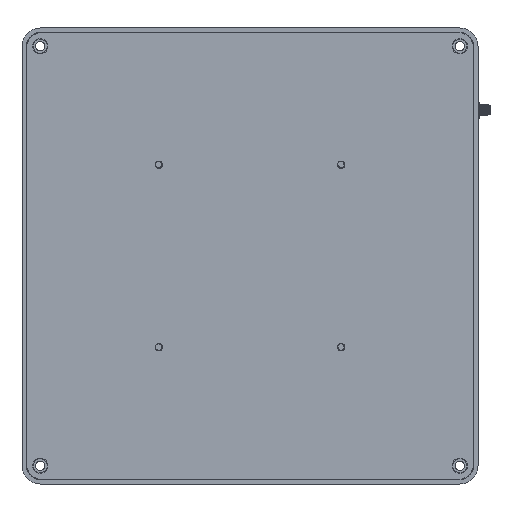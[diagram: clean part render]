
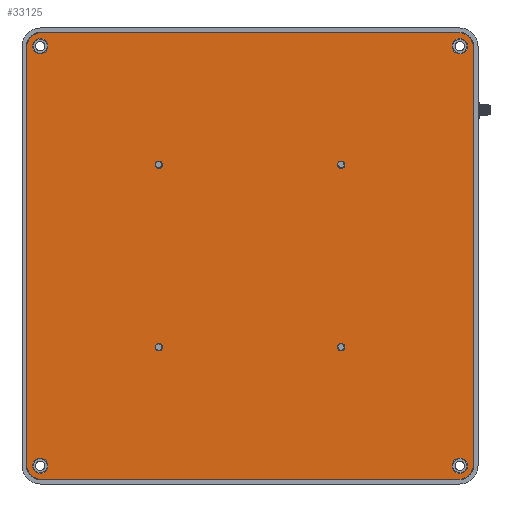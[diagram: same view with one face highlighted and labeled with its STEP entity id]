
A CAD part, front view. The second image highlights one B-rep face of the part: STEP entity #33125.
In plain terms, the highlighted planar face has unit normal (0, -1, 0).
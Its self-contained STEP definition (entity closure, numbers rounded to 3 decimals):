
#173 = CIRCLE ( 'NONE', #22701, 8. ) ;
#284 = CARTESIAN_POINT ( 'NONE',  ( -115., 0., 119.2 ) ) ;
#463 = DIRECTION ( 'NONE',  ( 0., 0., -1. ) ) ;
#735 = EDGE_CURVE ( 'NONE', #26867, #25355, #23069, .T. ) ;
#756 = ORIENTED_EDGE ( 'NONE', *, *, #7914, .T. ) ;
#880 = VERTEX_POINT ( 'NONE', #18815 ) ;
#1143 = DIRECTION ( 'NONE',  ( 0., -1., 0. ) ) ;
#1740 = AXIS2_PLACEMENT_3D ( 'NONE', #23225, #23034, #37681 ) ;
#1917 = DIRECTION ( 'NONE',  ( 0., 0., -1. ) ) ;
#2049 = CIRCLE ( 'NONE', #34892, 4.2 ) ;
#2194 = EDGE_LOOP ( 'NONE', ( #7966, #30837 ) ) ;
#2195 = FACE_BOUND ( 'NONE', #15182, .T. ) ;
#2727 = ORIENTED_EDGE ( 'NONE', *, *, #18625, .F. ) ;
#3058 = CARTESIAN_POINT ( 'NONE',  ( 115., 0., 115. ) ) ;
#3279 = VERTEX_POINT ( 'NONE', #14152 ) ;
#3322 = CARTESIAN_POINT ( 'NONE',  ( -114.4, 0., -114.4 ) ) ;
#3620 = VECTOR ( 'NONE', #36043, 1000. ) ;
#4568 = AXIS2_PLACEMENT_3D ( 'NONE', #7622, #16397, #30820 ) ;
#4665 = CARTESIAN_POINT ( 'NONE',  ( -115., 0., 115. ) ) ;
#4792 = CARTESIAN_POINT ( 'NONE',  ( 122.4, 0., 114.4 ) ) ;
#5306 = VERTEX_POINT ( 'NONE', #10476 ) ;
#5415 = CARTESIAN_POINT ( 'NONE',  ( 114.4, 0., 122.4 ) ) ;
#5786 = DIRECTION ( 'NONE',  ( 0., -1., 0. ) ) ;
#5808 = LINE ( 'NONE', #17419, #21953 ) ;
#5992 = CIRCLE ( 'NONE', #8404, 4.2 ) ;
#6320 = VECTOR ( 'NONE', #25911, 1000. ) ;
#6470 = CARTESIAN_POINT ( 'NONE',  ( 115., 0., -115. ) ) ;
#6641 = ORIENTED_EDGE ( 'NONE', *, *, #37457, .F. ) ;
#7064 = DIRECTION ( 'NONE',  ( 0., 0., -1. ) ) ;
#7622 = CARTESIAN_POINT ( 'NONE',  ( 115., 0., 115. ) ) ;
#7723 = ORIENTED_EDGE ( 'NONE', *, *, #735, .T. ) ;
#7913 = FACE_BOUND ( 'NONE', #12660, .T. ) ;
#7914 = EDGE_CURVE ( 'NONE', #18446, #26867, #5808, .T. ) ;
#7966 = ORIENTED_EDGE ( 'NONE', *, *, #27715, .F. ) ;
#7990 = AXIS2_PLACEMENT_3D ( 'NONE', #3322, #29230, #34554 ) ;
#8027 = LINE ( 'NONE', #19658, #6320 ) ;
#8132 = AXIS2_PLACEMENT_3D ( 'NONE', #30118, #15097, #35625 ) ;
#8285 = FACE_BOUND ( 'NONE', #22696, .T. ) ;
#8404 = AXIS2_PLACEMENT_3D ( 'NONE', #20459, #31475, #25969 ) ;
#9028 = VERTEX_POINT ( 'NONE', #36414 ) ;
#9702 = ORIENTED_EDGE ( 'NONE', *, *, #28942, .T. ) ;
#10476 = CARTESIAN_POINT ( 'NONE',  ( -115., 0., -119.2 ) ) ;
#10981 = FACE_OUTER_BOUND ( 'NONE', #23760, .T. ) ;
#11082 = AXIS2_PLACEMENT_3D ( 'NONE', #26742, #14762, #463 ) ;
#11476 = CARTESIAN_POINT ( 'NONE',  ( -122.4, 0., -114.4 ) ) ;
#11628 = CARTESIAN_POINT ( 'NONE',  ( 115., 0., 119.2 ) ) ;
#12208 = DIRECTION ( 'NONE',  ( 0., -1., 0. ) ) ;
#12660 = EDGE_LOOP ( 'NONE', ( #27733, #2727 ) ) ;
#13588 = EDGE_CURVE ( 'NONE', #31033, #9028, #16341, .T. ) ;
#13615 = CARTESIAN_POINT ( 'NONE',  ( -122.4, 0., 114.4 ) ) ;
#13758 = EDGE_CURVE ( 'NONE', #33985, #5306, #5992, .T. ) ;
#14152 = CARTESIAN_POINT ( 'NONE',  ( 115., 0., -119.2 ) ) ;
#14214 = EDGE_CURVE ( 'NONE', #880, #14385, #30787, .T. ) ;
#14385 = VERTEX_POINT ( 'NONE', #25485 ) ;
#14573 = DIRECTION ( 'NONE',  ( 0., 0., -1. ) ) ;
#14699 = DIRECTION ( 'NONE',  ( 0., 0., -1. ) ) ;
#14762 = DIRECTION ( 'NONE',  ( 0., -1., 0. ) ) ;
#14840 = CIRCLE ( 'NONE', #22760, 8. ) ;
#14986 = VERTEX_POINT ( 'NONE', #11628 ) ;
#15049 = DIRECTION ( 'NONE',  ( 0., 0., -1. ) ) ;
#15097 = DIRECTION ( 'NONE',  ( 0., -1., 0. ) ) ;
#15182 = EDGE_LOOP ( 'NONE', ( #26828, #31923 ) ) ;
#15226 = ORIENTED_EDGE ( 'NONE', *, *, #34480, .F. ) ;
#16297 = DIRECTION ( 'NONE',  ( 0., 0., -1. ) ) ;
#16341 = CIRCLE ( 'NONE', #35767, 4.2 ) ;
#16359 = ORIENTED_EDGE ( 'NONE', *, *, #14214, .T. ) ;
#16397 = DIRECTION ( 'NONE',  ( 0., -1., 0. ) ) ;
#16614 = CARTESIAN_POINT ( 'NONE',  ( -114.4, 0., -114.4 ) ) ;
#17419 = CARTESIAN_POINT ( 'NONE',  ( 114.4, 0., 122.4 ) ) ;
#18339 = VERTEX_POINT ( 'NONE', #27558 ) ;
#18446 = VERTEX_POINT ( 'NONE', #5415 ) ;
#18481 = CIRCLE ( 'NONE', #8132, 4.2 ) ;
#18551 = CARTESIAN_POINT ( 'NONE',  ( -122.4, 0., -114.4 ) ) ;
#18625 = EDGE_CURVE ( 'NONE', #9028, #31033, #2049, .T. ) ;
#18635 = ORIENTED_EDGE ( 'NONE', *, *, #37248, .T. ) ;
#18815 = CARTESIAN_POINT ( 'NONE',  ( -114.4, 0., -122.4 ) ) ;
#18831 = CARTESIAN_POINT ( 'NONE',  ( 114.4, 0., -122.4 ) ) ;
#18957 = CIRCLE ( 'NONE', #11082, 4.2 ) ;
#19388 = AXIS2_PLACEMENT_3D ( 'NONE', #3058, #12208, #14699 ) ;
#19658 = CARTESIAN_POINT ( 'NONE',  ( 122.4, 0., -114.4 ) ) ;
#20005 = VECTOR ( 'NONE', #27198, 1000. ) ;
#20459 = CARTESIAN_POINT ( 'NONE',  ( -115., 0., -115. ) ) ;
#21389 = AXIS2_PLACEMENT_3D ( 'NONE', #31861, #5786, #14573 ) ;
#21577 = CARTESIAN_POINT ( 'NONE',  ( -115., 0., 115. ) ) ;
#21811 = CIRCLE ( 'NONE', #19388, 4.2 ) ;
#21953 = VECTOR ( 'NONE', #29046, 1000. ) ;
#22588 = CARTESIAN_POINT ( 'NONE',  ( -114.4, 0., 122.4 ) ) ;
#22696 = EDGE_LOOP ( 'NONE', ( #6641, #15226 ) ) ;
#22701 = AXIS2_PLACEMENT_3D ( 'NONE', #25154, #1143, #7064 ) ;
#22760 = AXIS2_PLACEMENT_3D ( 'NONE', #16614, #25361, #28225 ) ;
#22924 = EDGE_CURVE ( 'NONE', #18339, #14986, #27053, .T. ) ;
#23034 = DIRECTION ( 'NONE',  ( 0., -1., 0. ) ) ;
#23069 = CIRCLE ( 'NONE', #1740, 8. ) ;
#23225 = CARTESIAN_POINT ( 'NONE',  ( -114.4, 0., 114.4 ) ) ;
#23760 = EDGE_LOOP ( 'NONE', ( #18635, #16359, #25902, #26981, #24762, #756, #7723, #9702 ) ) ;
#24112 = CARTESIAN_POINT ( 'NONE',  ( -115., 0., -110.8 ) ) ;
#24604 = DIRECTION ( 'NONE',  ( 0., -1., 0. ) ) ;
#24762 = ORIENTED_EDGE ( 'NONE', *, *, #31954, .T. ) ;
#25154 = CARTESIAN_POINT ( 'NONE',  ( 114.4, 0., 114.4 ) ) ;
#25355 = VERTEX_POINT ( 'NONE', #13615 ) ;
#25361 = DIRECTION ( 'NONE',  ( 0., -1., 0. ) ) ;
#25485 = CARTESIAN_POINT ( 'NONE',  ( 114.4, 0., -122.4 ) ) ;
#25902 = ORIENTED_EDGE ( 'NONE', *, *, #34383, .T. ) ;
#25911 = DIRECTION ( 'NONE',  ( 0., 0., 1. ) ) ;
#25934 = CARTESIAN_POINT ( 'NONE',  ( 122.4, 0., -114.4 ) ) ;
#25969 = DIRECTION ( 'NONE',  ( 0., 0., -1. ) ) ;
#26742 = CARTESIAN_POINT ( 'NONE',  ( 115., 0., -115. ) ) ;
#26828 = ORIENTED_EDGE ( 'NONE', *, *, #13758, .F. ) ;
#26867 = VERTEX_POINT ( 'NONE', #22588 ) ;
#26981 = ORIENTED_EDGE ( 'NONE', *, *, #37286, .T. ) ;
#27053 = CIRCLE ( 'NONE', #4568, 4.2 ) ;
#27198 = DIRECTION ( 'NONE',  ( 1., 0., 0. ) ) ;
#27558 = CARTESIAN_POINT ( 'NONE',  ( 115., 0., 110.8 ) ) ;
#27715 = EDGE_CURVE ( 'NONE', #14986, #18339, #21811, .T. ) ;
#27733 = ORIENTED_EDGE ( 'NONE', *, *, #13588, .F. ) ;
#28225 = DIRECTION ( 'NONE',  ( 0., 0., 1. ) ) ;
#28303 = FACE_BOUND ( 'NONE', #2194, .T. ) ;
#28484 = PLANE ( 'NONE',  #7990 ) ;
#28855 = CIRCLE ( 'NONE', #32461, 4.2 ) ;
#28942 = EDGE_CURVE ( 'NONE', #25355, #31762, #30326, .T. ) ;
#29046 = DIRECTION ( 'NONE',  ( -1., 0., 0. ) ) ;
#29230 = DIRECTION ( 'NONE',  ( 0., 1., 0. ) ) ;
#30118 = CARTESIAN_POINT ( 'NONE',  ( -115., 0., -115. ) ) ;
#30233 = VERTEX_POINT ( 'NONE', #25934 ) ;
#30326 = LINE ( 'NONE', #18551, #3620 ) ;
#30787 = LINE ( 'NONE', #18831, #20005 ) ;
#30820 = DIRECTION ( 'NONE',  ( 0., 0., -1. ) ) ;
#30837 = ORIENTED_EDGE ( 'NONE', *, *, #22924, .F. ) ;
#31033 = VERTEX_POINT ( 'NONE', #284 ) ;
#31103 = DIRECTION ( 'NONE',  ( 0., -1., 0. ) ) ;
#31475 = DIRECTION ( 'NONE',  ( 0., -1., 0. ) ) ;
#31595 = CARTESIAN_POINT ( 'NONE',  ( 115., 0., -110.8 ) ) ;
#31686 = CIRCLE ( 'NONE', #21389, 8. ) ;
#31762 = VERTEX_POINT ( 'NONE', #11476 ) ;
#31861 = CARTESIAN_POINT ( 'NONE',  ( 114.4, 0., -114.4 ) ) ;
#31923 = ORIENTED_EDGE ( 'NONE', *, *, #37053, .F. ) ;
#31954 = EDGE_CURVE ( 'NONE', #37156, #18446, #173, .T. ) ;
#32461 = AXIS2_PLACEMENT_3D ( 'NONE', #6470, #35402, #15049 ) ;
#33125 = ADVANCED_FACE ( 'NONE', ( #10981, #7913, #28303, #8285, #2195 ), #28484, .F. ) ;
#33985 = VERTEX_POINT ( 'NONE', #24112 ) ;
#34383 = EDGE_CURVE ( 'NONE', #14385, #30233, #31686, .T. ) ;
#34480 = EDGE_CURVE ( 'NONE', #3279, #34917, #18957, .T. ) ;
#34554 = DIRECTION ( 'NONE',  ( 0., 0., 1. ) ) ;
#34892 = AXIS2_PLACEMENT_3D ( 'NONE', #21577, #24604, #1917 ) ;
#34917 = VERTEX_POINT ( 'NONE', #31595 ) ;
#35402 = DIRECTION ( 'NONE',  ( 0., -1., 0. ) ) ;
#35625 = DIRECTION ( 'NONE',  ( 0., 0., -1. ) ) ;
#35767 = AXIS2_PLACEMENT_3D ( 'NONE', #4665, #31103, #16297 ) ;
#36043 = DIRECTION ( 'NONE',  ( 0., 0., -1. ) ) ;
#36414 = CARTESIAN_POINT ( 'NONE',  ( -115., 0., 110.8 ) ) ;
#37053 = EDGE_CURVE ( 'NONE', #5306, #33985, #18481, .T. ) ;
#37156 = VERTEX_POINT ( 'NONE', #4792 ) ;
#37248 = EDGE_CURVE ( 'NONE', #31762, #880, #14840, .T. ) ;
#37286 = EDGE_CURVE ( 'NONE', #30233, #37156, #8027, .T. ) ;
#37457 = EDGE_CURVE ( 'NONE', #34917, #3279, #28855, .T. ) ;
#37681 = DIRECTION ( 'NONE',  ( 0., 0., -1. ) ) ;
